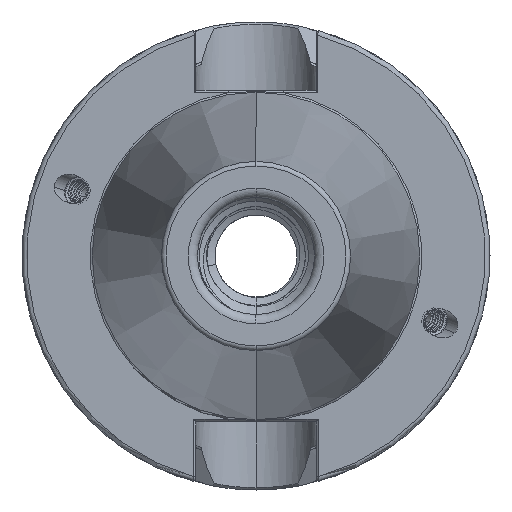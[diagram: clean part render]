
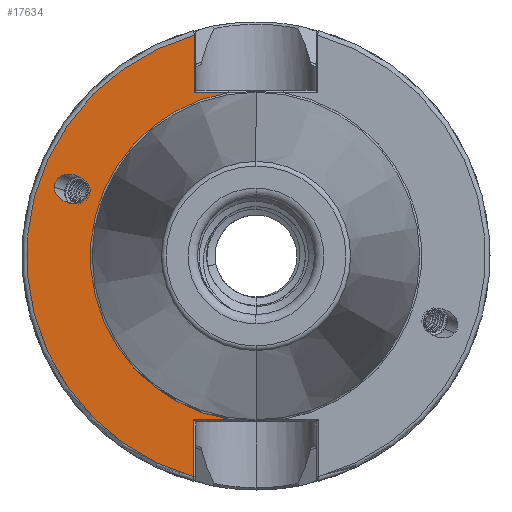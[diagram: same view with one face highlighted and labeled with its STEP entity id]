
A CAD part, left-side view. The second image highlights one B-rep face of the part: STEP entity #17634.
In plain terms, the highlighted planar face has unit normal (-1, 0, 0).
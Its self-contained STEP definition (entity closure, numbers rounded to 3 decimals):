
#5371 = EDGE_LOOP ( 'NONE', ( #9135, #9195, #9223, #9233, #9163, #9198 ) ) ;
#5381 = EDGE_LOOP ( 'NONE', ( #9167, #9172, #9124 ) ) ;
#6790 = VERTEX_POINT ( 'NONE', #20331 ) ;
#6805 = VERTEX_POINT ( 'NONE', #20338 ) ;
#6811 = VERTEX_POINT ( 'NONE', #20332 ) ;
#6813 = VERTEX_POINT ( 'NONE', #20359 ) ;
#6856 = VERTEX_POINT ( 'NONE', #20337 ) ;
#6890 = VERTEX_POINT ( 'NONE', #19259 ) ;
#9124 = ORIENTED_EDGE ( 'NONE', *, *, #20442, .F. ) ;
#9135 = ORIENTED_EDGE ( 'NONE', *, *, #16205, .F. ) ;
#9163 = ORIENTED_EDGE ( 'NONE', *, *, #12515, .T. ) ;
#9167 = ORIENTED_EDGE ( 'NONE', *, *, #20439, .F. ) ;
#9172 = ORIENTED_EDGE ( 'NONE', *, *, #16167, .F. ) ;
#9195 = ORIENTED_EDGE ( 'NONE', *, *, #12523, .T. ) ;
#9198 = ORIENTED_EDGE ( 'NONE', *, *, #12517, .T. ) ;
#9223 = ORIENTED_EDGE ( 'NONE', *, *, #16217, .T. ) ;
#9233 = ORIENTED_EDGE ( 'NONE', *, *, #12602, .T. ) ;
#12004 = CARTESIAN_POINT ( 'NONE',  ( 0., 35.398, 0. ) ) ;
#12037 = DIRECTION ( 'NONE',  ( 0., 0., 1. ) ) ;
#12039 = DIRECTION ( 'NONE',  ( -1., 0., 0. ) ) ;
#12048 = PLANE ( 'NONE',  #31973 ) ;
#12515 = EDGE_CURVE ( 'NONE', #6811, #6856, #38997, .T. ) ;
#12517 = EDGE_CURVE ( 'NONE', #6856, #6805, #39006, .T. ) ;
#12523 = EDGE_CURVE ( 'NONE', #6890, #6813, #39023, .T. ) ;
#12602 = EDGE_CURVE ( 'NONE', #6790, #6811, #39016, .T. ) ;
#14733 =( BOUNDED_CURVE ( )  B_SPLINE_CURVE ( 3, ( #40743, #40726, #40727, #40711 ),
 .UNSPECIFIED., .F., .F. ) 
 B_SPLINE_CURVE_WITH_KNOTS ( ( 4, 4 ),
 ( 0.29, 3.431 ),
 .UNSPECIFIED. ) 
 CURVE ( )  GEOMETRIC_REPRESENTATION_ITEM ( )  RATIONAL_B_SPLINE_CURVE ( ( 1., 0.333, 0.333, 1. ) ) 
 REPRESENTATION_ITEM ( '' )  );
#14759 =( BOUNDED_CURVE ( )  B_SPLINE_CURVE ( 3, ( #40634, #40698, #40674, #40673 ),
 .UNSPECIFIED., .F., .F. ) 
 B_SPLINE_CURVE_WITH_KNOTS ( ( 4, 4 ),
 ( 0., 0.29 ),
 .UNSPECIFIED. ) 
 CURVE ( )  GEOMETRIC_REPRESENTATION_ITEM ( )  RATIONAL_B_SPLINE_CURVE ( ( 1., 0.993, 0.993, 1. ) ) 
 REPRESENTATION_ITEM ( '' )  );
#14806 =( BOUNDED_CURVE ( )  B_SPLINE_CURVE ( 3, ( #20120, #20114, #20136, #20128 ),
 .UNSPECIFIED., .F., .T. ) 
 B_SPLINE_CURVE_WITH_KNOTS ( ( 4, 4 ),
 ( 3.431, 6.283 ),
 .UNSPECIFIED. ) 
 CURVE ( )  GEOMETRIC_REPRESENTATION_ITEM ( )  RATIONAL_B_SPLINE_CURVE ( ( 1., 0.43, 0.43, 1. ) ) 
 REPRESENTATION_ITEM ( '' )  );
#16167 = EDGE_CURVE ( 'NONE', #21160, #21150, #14806, .T. ) ;
#16205 = EDGE_CURVE ( 'NONE', #6890, #6805, #39086, .T. ) ;
#16217 = EDGE_CURVE ( 'NONE', #6813, #6790, #39071, .T. ) ;
#17634 = ADVANCED_FACE ( 'NONE', ( #39131, #39144 ), #12048, .T. ) ;
#19259 = CARTESIAN_POINT ( 'NONE',  ( 0., 13.279, -47.166 ) ) ;
#19315 = CARTESIAN_POINT ( 'NONE',  ( 0., 35.398, 34.9 ) ) ;
#19317 = DIRECTION ( 'NONE',  ( 0., 1., 0. ) ) ;
#19318 = CARTESIAN_POINT ( 'NONE',  ( 0., 13.194, 0. ) ) ;
#19328 = CARTESIAN_POINT ( 'NONE',  ( 0., 13.279, -35.4 ) ) ;
#19342 = DIRECTION ( 'NONE',  ( 0., 0., 1. ) ) ;
#19367 = DIRECTION ( 'NONE',  ( 0., 0., 1. ) ) ;
#19592 = CARTESIAN_POINT ( 'NONE',  ( 0., 0., 0. ) ) ;
#19614 = DIRECTION ( 'NONE',  ( 1., 0., 0. ) ) ;
#19620 = DIRECTION ( 'NONE',  ( 0., 0., -1. ) ) ;
#20114 = CARTESIAN_POINT ( 'NONE',  ( 0., 43.118, 9.99 ) ) ;
#20120 = CARTESIAN_POINT ( 'NONE',  ( 0., 43.118, 14.766 ) ) ;
#20128 = CARTESIAN_POINT ( 'NONE',  ( 0., 35.968, 13.091 ) ) ;
#20136 = CARTESIAN_POINT ( 'NONE',  ( 0., 37.57, 8.69 ) ) ;
#20233 = DIRECTION ( 'NONE',  ( 0., 0., -1. ) ) ;
#20235 = DIRECTION ( 'NONE',  ( 1., 0., 0. ) ) ;
#20239 = CARTESIAN_POINT ( 'NONE',  ( 0., 0., 0. ) ) ;
#20301 = CARTESIAN_POINT ( 'NONE',  ( 0., -12.85, -34.9 ) ) ;
#20318 = DIRECTION ( 'NONE',  ( 0., -1., 0. ) ) ;
#20331 = CARTESIAN_POINT ( 'NONE',  ( 0., 5.916, -34.9 ) ) ;
#20332 = CARTESIAN_POINT ( 'NONE',  ( 0., 5.916, 34.9 ) ) ;
#20337 = CARTESIAN_POINT ( 'NONE',  ( 0., 13.194, 34.9 ) ) ;
#20338 = CARTESIAN_POINT ( 'NONE',  ( 0., 13.194, 47.19 ) ) ;
#20359 = CARTESIAN_POINT ( 'NONE',  ( 0., 13.279, -34.9 ) ) ;
#20439 = EDGE_CURVE ( 'NONE', #21150, #21120, #14759, .T. ) ;
#20442 = EDGE_CURVE ( 'NONE', #21120, #21160, #14733, .T. ) ;
#21120 = VERTEX_POINT ( 'NONE', #40926 ) ;
#21150 = VERTEX_POINT ( 'NONE', #40999 ) ;
#21160 = VERTEX_POINT ( 'NONE', #41013 ) ;
#31940 = AXIS2_PLACEMENT_3D ( 'NONE', #19592, #19614, #19620 ) ;
#31973 = AXIS2_PLACEMENT_3D ( 'NONE', #12004, #12039, #12037 ) ;
#31980 = AXIS2_PLACEMENT_3D ( 'NONE', #20239, #20235, #20233 ) ;
#38997 = LINE ( 'NONE', #19315, #39014 ) ;
#39006 = LINE ( 'NONE', #19318, #39026 ) ;
#39013 = VECTOR ( 'NONE', #19342, 1000. ) ;
#39014 = VECTOR ( 'NONE', #19317, 1000. ) ;
#39016 = CIRCLE ( 'NONE', #31940, 35.398 ) ;
#39023 = LINE ( 'NONE', #19328, #39013 ) ;
#39026 = VECTOR ( 'NONE', #19367, 1000. ) ;
#39032 = VECTOR ( 'NONE', #20318, 1000. ) ;
#39071 = LINE ( 'NONE', #20301, #39032 ) ;
#39086 = CIRCLE ( 'NONE', #31980, 49. ) ;
#39131 = FACE_BOUND ( 'NONE', #5381, .T. ) ;
#39144 = FACE_OUTER_BOUND ( 'NONE', #5371, .T. ) ;
#40634 = CARTESIAN_POINT ( 'NONE',  ( 0., 35.968, 13.091 ) ) ;
#40673 = CARTESIAN_POINT ( 'NONE',  ( 0., 35.816, 13.963 ) ) ;
#40674 = CARTESIAN_POINT ( 'NONE',  ( 0., 35.816, 13.662 ) ) ;
#40698 = CARTESIAN_POINT ( 'NONE',  ( 0., 35.867, 13.369 ) ) ;
#40711 = CARTESIAN_POINT ( 'NONE',  ( 0., 43.118, 14.766 ) ) ;
#40726 = CARTESIAN_POINT ( 'NONE',  ( 0., 35.816, 20.184 ) ) ;
#40727 = CARTESIAN_POINT ( 'NONE',  ( 0., 43.118, 20.987 ) ) ;
#40743 = CARTESIAN_POINT ( 'NONE',  ( 0., 35.816, 13.963 ) ) ;
#40926 = CARTESIAN_POINT ( 'NONE',  ( 0., 35.816, 13.963 ) ) ;
#40999 = CARTESIAN_POINT ( 'NONE',  ( 0., 35.968, 13.091 ) ) ;
#41013 = CARTESIAN_POINT ( 'NONE',  ( 0., 43.118, 14.766 ) ) ;
